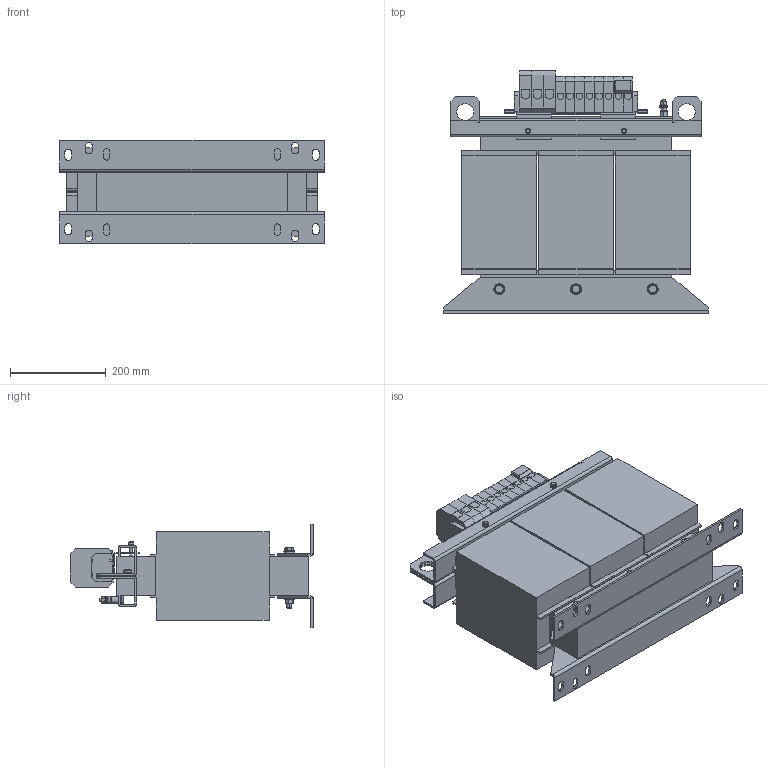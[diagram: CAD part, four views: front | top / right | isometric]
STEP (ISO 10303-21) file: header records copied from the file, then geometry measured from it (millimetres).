
FILE_DESCRIPTION (( 'STEP AP214' ), '1' );
FILE_NAME ('202887.STEP', '2020-05-28T17:17:50', ( '' ), ( '' ), 'SwSTEP 2.0', 'SolidWorks 2018', '' );
FILE_SCHEMA (( 'AUTOMOTIVE_DESIGN' ));
Length unit declared in the file: millimetre
Products named in the file (1): 202887
Bounding box: 552 x 505.7 x 215 mm (x, y, z)
Volume: 28346316.4 mm3; surface area: 1392274.1 mm2
Topology: 1 solids, 1 shells, 1149 faces, 2843 edges, 1773 vertices
Faces by surface type: plane 775, cylinder 215, cone 100, torus 28, bspline 23, sphere 8
Entity records: 34536 total; most frequent: CARTESIAN_POINT 7330, ORIENTED_EDGE 5686, DIRECTION 5465, EDGE_CURVE 2843, LINE 1963, VECTOR 1963, VERTEX_POINT 1773, AXIS2_PLACEMENT_3D 1751
